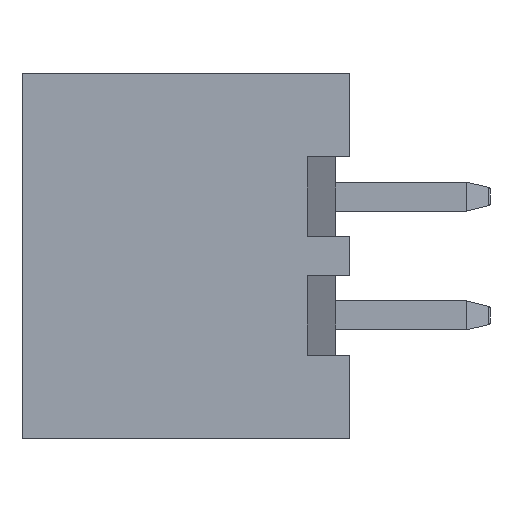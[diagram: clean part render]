
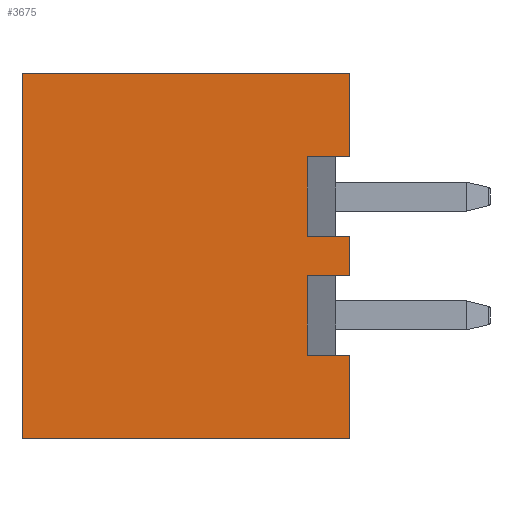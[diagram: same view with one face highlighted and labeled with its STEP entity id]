
A CAD part, left-side view. The second image highlights one B-rep face of the part: STEP entity #3675.
In plain terms, the highlighted planar face has unit normal (-1, 0, 0).
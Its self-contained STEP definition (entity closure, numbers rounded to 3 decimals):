
#251=PLANE('',#3933);
#451=FACE_OUTER_BOUND('',#658,.T.);
#658=EDGE_LOOP('',(#3168,#3169,#3170,#3171,#3172,#3173,#3174,#3175,#3176,
#3177,#3178,#3179));
#819=LINE('',#6558,#1178);
#1019=LINE('',#7169,#1378);
#1043=LINE('',#7231,#1402);
#1048=LINE('',#7240,#1407);
#1054=LINE('',#7252,#1413);
#1056=LINE('',#7256,#1415);
#1057=LINE('',#7258,#1416);
#1058=LINE('',#7260,#1417);
#1059=LINE('',#7262,#1418);
#1060=LINE('',#7264,#1419);
#1061=LINE('',#7265,#1420);
#1062=LINE('',#7266,#1421);
#1178=VECTOR('',#4207,10.);
#1378=VECTOR('',#4653,10.);
#1402=VECTOR('',#4721,10.);
#1407=VECTOR('',#4728,10.);
#1413=VECTOR('',#4740,10.);
#1415=VECTOR('',#4744,10.);
#1416=VECTOR('',#4745,10.);
#1417=VECTOR('',#4746,10.);
#1418=VECTOR('',#4747,10.);
#1419=VECTOR('',#4748,10.);
#1420=VECTOR('',#4749,10.);
#1421=VECTOR('',#4750,10.);
#1558=VERTEX_POINT('',#6555);
#1559=VERTEX_POINT('',#6557);
#1708=VERTEX_POINT('',#7167);
#1723=VERTEX_POINT('',#7229);
#1724=VERTEX_POINT('',#7230);
#1727=VERTEX_POINT('',#7239);
#1730=VERTEX_POINT('',#7251);
#1731=VERTEX_POINT('',#7255);
#1732=VERTEX_POINT('',#7257);
#1733=VERTEX_POINT('',#7259);
#1734=VERTEX_POINT('',#7261);
#1735=VERTEX_POINT('',#7263);
#1929=EDGE_CURVE('',#1558,#1559,#819,.T.);
#2176=EDGE_CURVE('',#1708,#1558,#1019,.T.);
#2206=EDGE_CURVE('',#1723,#1724,#1043,.T.);
#2211=EDGE_CURVE('',#1727,#1723,#1048,.T.);
#2217=EDGE_CURVE('',#1730,#1727,#1054,.T.);
#2219=EDGE_CURVE('',#1724,#1731,#1056,.T.);
#2220=EDGE_CURVE('',#1731,#1732,#1057,.T.);
#2221=EDGE_CURVE('',#1732,#1733,#1058,.T.);
#2222=EDGE_CURVE('',#1733,#1734,#1059,.T.);
#2223=EDGE_CURVE('',#1734,#1735,#1060,.T.);
#2224=EDGE_CURVE('',#1735,#1559,#1061,.T.);
#2225=EDGE_CURVE('',#1708,#1730,#1062,.T.);
#3168=ORIENTED_EDGE('',*,*,#2217,.T.);
#3169=ORIENTED_EDGE('',*,*,#2211,.T.);
#3170=ORIENTED_EDGE('',*,*,#2206,.T.);
#3171=ORIENTED_EDGE('',*,*,#2219,.T.);
#3172=ORIENTED_EDGE('',*,*,#2220,.T.);
#3173=ORIENTED_EDGE('',*,*,#2221,.T.);
#3174=ORIENTED_EDGE('',*,*,#2222,.T.);
#3175=ORIENTED_EDGE('',*,*,#2223,.T.);
#3176=ORIENTED_EDGE('',*,*,#2224,.T.);
#3177=ORIENTED_EDGE('',*,*,#1929,.F.);
#3178=ORIENTED_EDGE('',*,*,#2176,.F.);
#3179=ORIENTED_EDGE('',*,*,#2225,.T.);
#3675=ADVANCED_FACE('',(#451),#251,.T.);
#3933=AXIS2_PLACEMENT_3D('',#7254,#4742,#4743);
#4207=DIRECTION('',(0.,0.,1.));
#4653=DIRECTION('',(0.,1.,0.));
#4721=DIRECTION('',(0.,-1.,0.));
#4728=DIRECTION('',(0.,0.,1.));
#4740=DIRECTION('',(0.,1.,0.));
#4742=DIRECTION('center_axis',(-1.,0.,0.));
#4743=DIRECTION('ref_axis',(0.,0.,1.));
#4744=DIRECTION('',(0.,0.,1.));
#4745=DIRECTION('',(0.,1.,0.));
#4746=DIRECTION('',(0.,0.,1.));
#4747=DIRECTION('',(0.,-1.,0.));
#4748=DIRECTION('',(0.,0.,1.));
#4749=DIRECTION('',(0.,1.,0.));
#4750=DIRECTION('',(0.,0.,1.));
#6555=CARTESIAN_POINT('',(-2.85,7.,-3.9));
#6557=CARTESIAN_POINT('',(-2.85,7.,3.9));
#6558=CARTESIAN_POINT('',(-2.85,7.,-3.9));
#7167=CARTESIAN_POINT('',(-2.85,0.,-3.9));
#7169=CARTESIAN_POINT('',(-2.85,0.,-3.9));
#7229=CARTESIAN_POINT('',(-2.85,0.9,-0.42));
#7230=CARTESIAN_POINT('',(-2.85,0.,-0.42));
#7231=CARTESIAN_POINT('',(-2.85,0.225,-0.42));
#7239=CARTESIAN_POINT('',(-2.85,0.9,-2.12));
#7240=CARTESIAN_POINT('',(-2.85,0.9,-2.585));
#7251=CARTESIAN_POINT('',(-2.85,0.,-2.12));
#7252=CARTESIAN_POINT('',(-2.85,0.225,-2.12));
#7254=CARTESIAN_POINT('Origin',(-2.85,0.,-3.9));
#7255=CARTESIAN_POINT('',(-2.85,0.,0.42));
#7256=CARTESIAN_POINT('',(-2.85,0.,-3.9));
#7257=CARTESIAN_POINT('',(-2.85,0.9,0.42));
#7258=CARTESIAN_POINT('',(-2.85,0.225,0.42));
#7259=CARTESIAN_POINT('',(-2.85,0.9,2.12));
#7260=CARTESIAN_POINT('',(-2.85,0.9,-1.315));
#7261=CARTESIAN_POINT('',(-2.85,0.,2.12));
#7262=CARTESIAN_POINT('',(-2.85,0.225,2.12));
#7263=CARTESIAN_POINT('',(-2.85,0.,3.9));
#7264=CARTESIAN_POINT('',(-2.85,0.,-3.9));
#7265=CARTESIAN_POINT('',(-2.85,0.,3.9));
#7266=CARTESIAN_POINT('',(-2.85,0.,-3.9));
